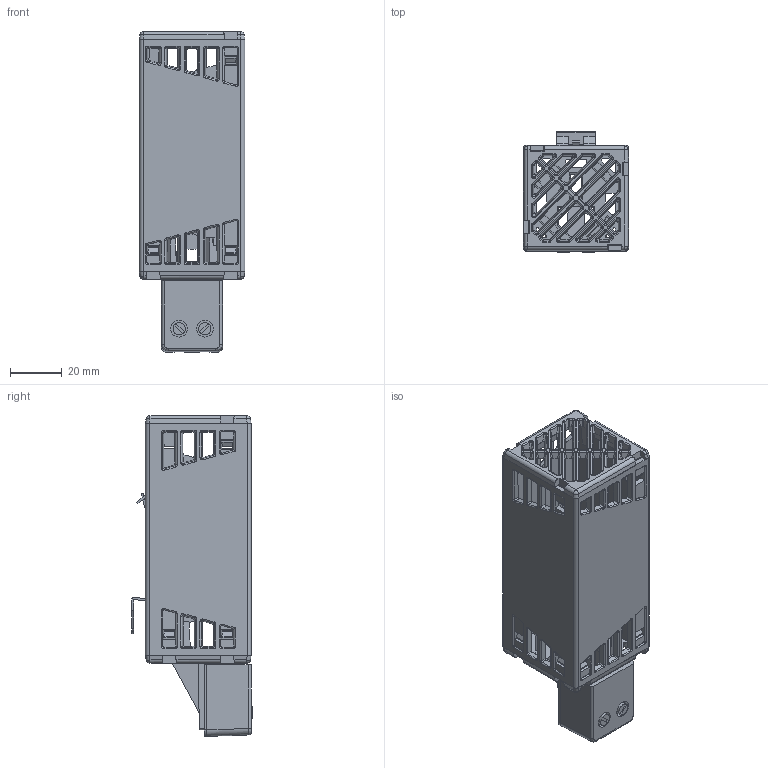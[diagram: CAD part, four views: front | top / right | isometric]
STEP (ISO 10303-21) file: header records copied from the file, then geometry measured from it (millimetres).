
FILE_DESCRIPTION((''),'2;1');
FILE_NAME('KH-501-25W-50W-ST_ASM','2016-06-22T',('alexcam'),(''),'CREO PARAMETRIC BY PTC INC, 2014500','CREO PARAMETRIC BY PTC INC, 2014500','');
FILE_SCHEMA(('CONFIG_CONTROL_DESIGN'));
Products named in the file (6): 501025_1; 501025_3; 501025_4; 501025_6; 501025_7; KH-501-25W-50W-ST_ASM
Assembly tree (5 placements, depth 2):
  KH-501-25W-50W-ST_ASM
    501025_1
    501025_3
    501025_4
    501025_6
    501025_7
Bounding box: 41 x 46.74 x 124.4 mm (x, y, z)
Volume: 32133.9 mm3; surface area: 46104.7 mm2
Topology: 5 solids, 7 shells, 1550 faces, 3986 edges, 2452 vertices
Faces by surface type: plane 728, cylinder 547, bspline 259, sphere 12, cone 4
Entity records: 54741 total; most frequent: CARTESIAN_POINT 19123, ORIENTED_EDGE 7963, DIRECTION 6377, EDGE_CURVE 3986, VECTOR 2587, LINE 2587, VERTEX_POINT 2452, AXIS2_PLACEMENT_3D 1895
